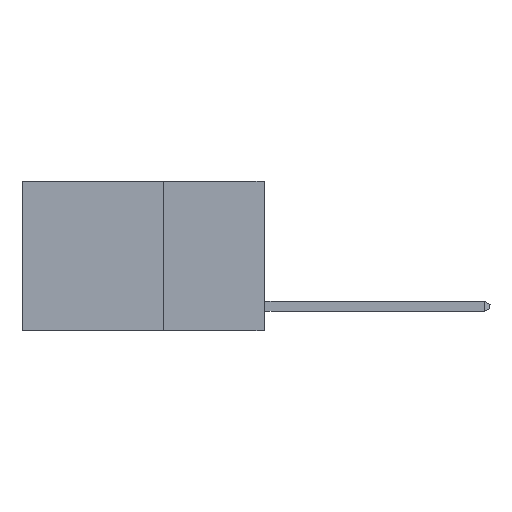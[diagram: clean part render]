
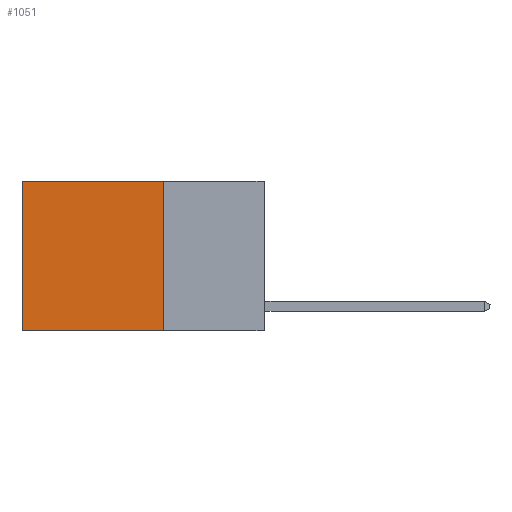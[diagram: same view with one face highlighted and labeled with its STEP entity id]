
A CAD part, left-side view. The second image highlights one B-rep face of the part: STEP entity #1051.
In plain terms, the highlighted planar face has unit normal (-1, 0, 0).
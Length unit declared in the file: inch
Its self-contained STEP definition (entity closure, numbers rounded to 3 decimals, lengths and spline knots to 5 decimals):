
#1023 = LINE ( 'NONE', #12766, #13004 ) ;
#1051 = ADVANCED_FACE ( 'NONE', ( #6174 ), #11548, .F. ) ;
#1556 = CARTESIAN_POINT ( 'NONE',  ( 0.2625, 0.6, 0. ) ) ;
#3639 = CARTESIAN_POINT ( 'NONE',  ( 0.2625, 0.25, 0. ) ) ;
#4781 = DIRECTION ( 'NONE',  ( 1., 0., 0. ) ) ;
#4860 = DIRECTION ( 'NONE',  ( 0., 1., 0. ) ) ;
#5092 = VECTOR ( 'NONE', #7320, 39.37008 ) ;
#5423 = CARTESIAN_POINT ( 'NONE',  ( 0.2625, 0.25, -0.37 ) ) ;
#6057 = AXIS2_PLACEMENT_3D ( 'NONE', #3639, #4781, #12702 ) ;
#6174 = FACE_OUTER_BOUND ( 'NONE', #10418, .T. ) ;
#6189 = CARTESIAN_POINT ( 'NONE',  ( 0.2625, 0.6, 0. ) ) ;
#6292 = EDGE_CURVE ( 'NONE', #9440, #12783, #11106, .T. ) ;
#6790 = EDGE_CURVE ( 'NONE', #13665, #12783, #6972, .T. ) ;
#6794 = LINE ( 'NONE', #8628, #9505 ) ;
#6972 = LINE ( 'NONE', #12742, #10038 ) ;
#7046 = EDGE_CURVE ( 'NONE', #8814, #13665, #6794, .T. ) ;
#7174 = ORIENTED_EDGE ( 'NONE', *, *, #6292, .T. ) ;
#7320 = DIRECTION ( 'NONE',  ( 0., 0., -1. ) ) ;
#8154 = ORIENTED_EDGE ( 'NONE', *, *, #7046, .F. ) ;
#8204 = CARTESIAN_POINT ( 'NONE',  ( 0.2625, 0.6, -0.37 ) ) ;
#8628 = CARTESIAN_POINT ( 'NONE',  ( 0.2625, 0.25, 0. ) ) ;
#8814 = VERTEX_POINT ( 'NONE', #11772 ) ;
#9325 = DIRECTION ( 'NONE',  ( 0., 1., 0. ) ) ;
#9440 = VERTEX_POINT ( 'NONE', #1556 ) ;
#9505 = VECTOR ( 'NONE', #12051, 39.37008 ) ;
#10024 = ORIENTED_EDGE ( 'NONE', *, *, #6790, .F. ) ;
#10038 = VECTOR ( 'NONE', #9325, 39.37008 ) ;
#10418 = EDGE_LOOP ( 'NONE', ( #7174, #10024, #8154, #12210 ) ) ;
#11106 = LINE ( 'NONE', #6189, #5092 ) ;
#11548 = PLANE ( 'NONE',  #6057 ) ;
#11772 = CARTESIAN_POINT ( 'NONE',  ( 0.2625, 0.25, 0. ) ) ;
#12051 = DIRECTION ( 'NONE',  ( 0., 0., -1. ) ) ;
#12210 = ORIENTED_EDGE ( 'NONE', *, *, #13305, .T. ) ;
#12702 = DIRECTION ( 'NONE',  ( 0., 0., -1. ) ) ;
#12742 = CARTESIAN_POINT ( 'NONE',  ( 0.2625, 0.25, -0.37 ) ) ;
#12766 = CARTESIAN_POINT ( 'NONE',  ( 0.2625, 0.25, 0. ) ) ;
#12783 = VERTEX_POINT ( 'NONE', #8204 ) ;
#13004 = VECTOR ( 'NONE', #4860, 39.37008 ) ;
#13305 = EDGE_CURVE ( 'NONE', #8814, #9440, #1023, .T. ) ;
#13665 = VERTEX_POINT ( 'NONE', #5423 ) ;
